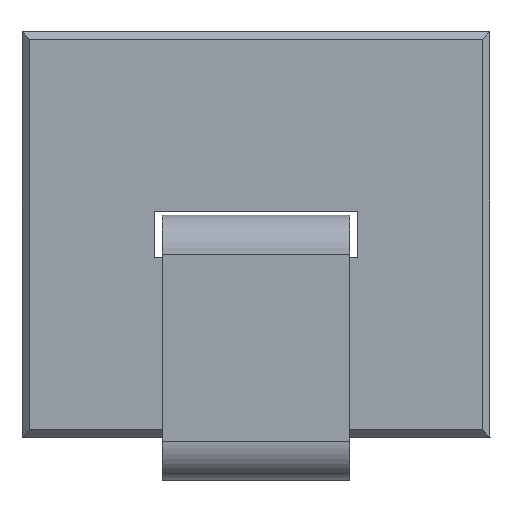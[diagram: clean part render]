
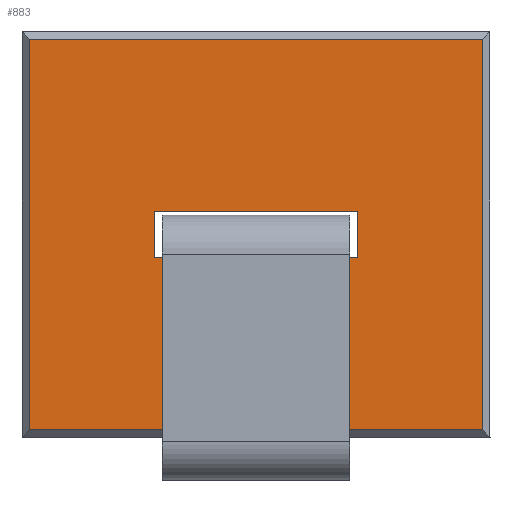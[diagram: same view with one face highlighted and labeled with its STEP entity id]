
A CAD part, front view. The second image highlights one B-rep face of the part: STEP entity #883.
In plain terms, the highlighted free-form (B-spline) face has degree [1, 1] with [2, 2] control points.
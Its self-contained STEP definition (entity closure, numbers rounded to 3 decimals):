
#735=CARTESIAN_POINT('',(-0.65,-2.,-0.15));
#736=VERTEX_POINT('',#735);
#737=CARTESIAN_POINT('',(0.65,-2.,-0.15));
#738=VERTEX_POINT('',#737);
#739=CARTESIAN_POINT('',(-0.65,-2.,-0.15));
#740=CARTESIAN_POINT('',(0.65,-2.,-0.15));
#741=B_SPLINE_CURVE_WITH_KNOTS('',1,(#739,#740),.POLYLINE_FORM.,.F.,.U.,(2,2),(0.,1.),.UNSPECIFIED.);
#742=EDGE_CURVE('',#736,#738,#741,.T.);
#771=CARTESIAN_POINT('',(0.65,-2.,0.15));
#772=VERTEX_POINT('',#771);
#773=CARTESIAN_POINT('',(0.65,-2.,-0.15));
#774=CARTESIAN_POINT('',(0.65,-2.,0.15));
#775=B_SPLINE_CURVE_WITH_KNOTS('',1,(#773,#774),.POLYLINE_FORM.,.F.,.U.,(2,2),(0.,1.),.UNSPECIFIED.);
#776=EDGE_CURVE('',#738,#772,#775,.T.);
#799=CARTESIAN_POINT('',(-0.65,-2.,0.15));
#800=VERTEX_POINT('',#799);
#801=CARTESIAN_POINT('',(0.65,-2.,0.15));
#802=CARTESIAN_POINT('',(-0.65,-2.,0.15));
#803=B_SPLINE_CURVE_WITH_KNOTS('',1,(#801,#802),.POLYLINE_FORM.,.F.,.U.,(2,2),(0.,1.),.UNSPECIFIED.);
#804=EDGE_CURVE('',#772,#800,#803,.T.);
#827=CARTESIAN_POINT('',(-0.65,-2.,0.15));
#828=CARTESIAN_POINT('',(-0.65,-2.,-0.15));
#829=B_SPLINE_CURVE_WITH_KNOTS('',1,(#827,#828),.POLYLINE_FORM.,.F.,.U.,(2,2),(0.,1.),.UNSPECIFIED.);
#830=EDGE_CURVE('',#800,#736,#829,.T.);
#842=CARTESIAN_POINT('',(-1.65,-2.,-1.45));
#843=CARTESIAN_POINT('',(-1.65,-2.,1.85));
#844=CARTESIAN_POINT('',(1.65,-2.,-1.45));
#845=CARTESIAN_POINT('',(1.65,-2.,1.85));
#846=B_SPLINE_SURFACE_WITH_KNOTS('',1,1,((#842,#843),(#844,#845)),.PLANE_SURF.,.F.,.F.,.U.,(2,2),(2,2),(0.,1.),(0.,1.),.UNSPECIFIED.);
#847=CARTESIAN_POINT('',(1.45,-2.,-1.25));
#848=VERTEX_POINT('',#847);
#849=CARTESIAN_POINT('',(1.45,-2.,1.25));
#850=VERTEX_POINT('',#849);
#851=CARTESIAN_POINT('',(1.45,-2.,-1.25));
#852=CARTESIAN_POINT('',(1.45,-2.,1.25));
#853=B_SPLINE_CURVE_WITH_KNOTS('',1,(#851,#852),.POLYLINE_FORM.,.F.,.U.,(2,2),(0.061,0.818),.UNSPECIFIED.);
#854=EDGE_CURVE('',#848,#850,#853,.T.);
#855=ORIENTED_EDGE('',*,*,#854,.T.);
#856=CARTESIAN_POINT('',(-1.45,-2.,1.25));
#857=VERTEX_POINT('',#856);
#858=CARTESIAN_POINT('',(1.45,-2.,1.25));
#859=CARTESIAN_POINT('',(-1.45,-2.,1.25));
#860=B_SPLINE_CURVE_WITH_KNOTS('',1,(#858,#859),.POLYLINE_FORM.,.F.,.U.,(2,2),(0.061,0.939),.UNSPECIFIED.);
#861=EDGE_CURVE('',#850,#857,#860,.T.);
#862=ORIENTED_EDGE('',*,*,#861,.T.);
#863=CARTESIAN_POINT('',(-1.45,-2.,-1.25));
#864=VERTEX_POINT('',#863);
#865=CARTESIAN_POINT('',(-1.45,-2.,1.25));
#866=CARTESIAN_POINT('',(-1.45,-2.,-1.25));
#867=B_SPLINE_CURVE_WITH_KNOTS('',1,(#865,#866),.POLYLINE_FORM.,.F.,.U.,(2,2),(0.061,0.818),.UNSPECIFIED.);
#868=EDGE_CURVE('',#857,#864,#867,.T.);
#869=ORIENTED_EDGE('',*,*,#868,.T.);
#870=CARTESIAN_POINT('',(-1.45,-2.,-1.25));
#871=CARTESIAN_POINT('',(1.45,-2.,-1.25));
#872=B_SPLINE_CURVE_WITH_KNOTS('',1,(#870,#871),.POLYLINE_FORM.,.F.,.U.,(2,2),(0.061,0.939),.UNSPECIFIED.);
#873=EDGE_CURVE('',#864,#848,#872,.T.);
#874=ORIENTED_EDGE('',*,*,#873,.T.);
#875=EDGE_LOOP('',(#855,#862,#869,#874));
#876=FACE_OUTER_BOUND('',#875,.T.);
#877=ORIENTED_EDGE('',*,*,#776,.F.);
#878=ORIENTED_EDGE('',*,*,#742,.F.);
#879=ORIENTED_EDGE('',*,*,#830,.F.);
#880=ORIENTED_EDGE('',*,*,#804,.F.);
#881=EDGE_LOOP('',(#877,#878,#879,#880));
#882=FACE_BOUND('',#881,.T.);
#883=ADVANCED_FACE('',(#876,#882),#846,.T.);
